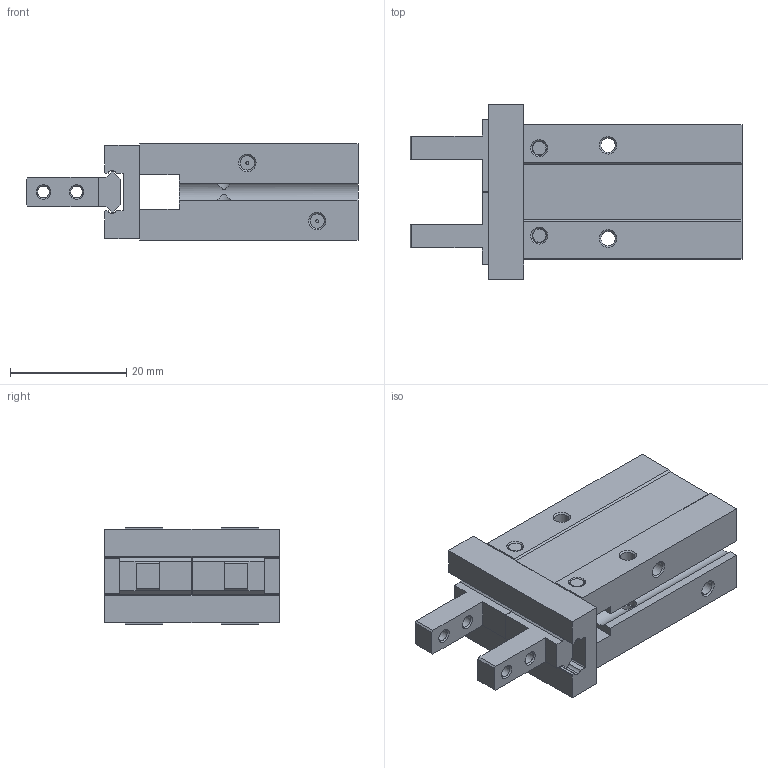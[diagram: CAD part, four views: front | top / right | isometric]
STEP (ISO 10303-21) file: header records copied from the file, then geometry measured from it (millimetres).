
FILE_DESCRIPTION( ( 'STEP AP203' ), '1' );
FILE_NAME( 'HFZ10(CL)+().stp', '2021-08-11T12:53:13', ( 'License CC BY-ND 4.0' ), ( 'CADENAS' ), ' ', 'PARTsolutions', ' ' );
FILE_SCHEMA( ( 'CONFIG_CONTROL_DESIGN' ) );
Length unit declared in the file: millimetre
Products named in the file (5): HFZ10(CL)+(); _HFZ10((CL)); _HFZ10(CL)_body; _HFZ10(CL)_fl; _HFZ10(CL)_fr
Assembly tree (4 placements, depth 2):
  HFZ10(CL)+()
    _HFZ10((CL))
    _HFZ10(CL)_body
    _HFZ10(CL)_fl
    _HFZ10(CL)_fr
Bounding box: 57 x 30 x 16.5 mm (x, y, z)
Volume: 14706.2 mm3; surface area: 7305.6 mm2
Topology: 3 solids, 3 shells, 167 faces, 400 edges, 256 vertices
Faces by surface type: plane 100, cylinder 36, cone 31
Full cylindrical faces by diameter (mm): 0.5 x2, 2.013 x4, 2.459 x10, 3.02 x4, 9 x1, 11 x1
Entity records: 4950 total; most frequent: CARTESIAN_POINT 995, DIRECTION 790, ORIENTED_EDGE 694, EDGE_CURVE 347, AXIS2_PLACEMENT_3D 275, VERTEX_POINT 255, EDGE_LOOP 254, LINE 240
